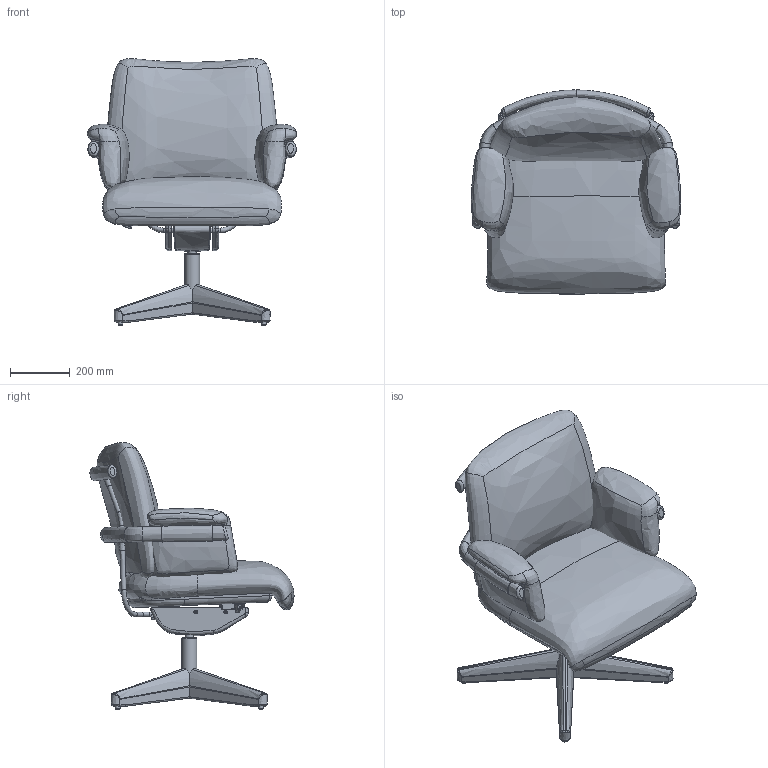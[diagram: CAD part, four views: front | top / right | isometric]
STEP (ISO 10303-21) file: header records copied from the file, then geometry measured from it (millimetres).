
FILE_DESCRIPTION(/* description */ (''),/* implementation_level */ '2;1');
FILE_NAME(/* name */ 'Ramus_CB-575G',/* time_stamp */ '2025-07-18T11:23:38+02:00',/* author */ (''),/* organization */ (''),/* preprocessor_version */ 'ST-DEVELOPER v16.5',/* originating_system */ 'Rhino 7.34',/* authorisation */ '');
FILE_SCHEMA (('AUTOMOTIVE_DESIGN'));
Length unit declared in the file: centimetre
Products named in the file (2): Document; CB-575G_Ramus
Assembly tree (1 placements, depth 2):
  Document
    CB-575G_Ramus
Bounding box: 701.05 x 683.76 x 893.85 mm (x, y, z)
Volume: 86741961.9 mm3; surface area: 3325405.5 mm2
Topology: 37 solids, 37 shells, 540 faces, 1237 edges, 758 vertices
Faces by surface type: bspline 227, plane 166, cylinder 147
Full cylindrical faces by diameter (mm): 5 x4, 6 x4, 10 x4, 12 x4, 12.8 x4, 16 x10, 28 x1, 50 x1
Entity records: 43707 total; most frequent: CARTESIAN_POINT 35639, ORIENTED_EDGE 2462, EDGE_CURVE 1231, VERTEX_POINT 758, EDGE_LOOP 561, ADVANCED_FACE 540, FACE_OUTER_BOUND 540, B_SPLINE_CURVE_WITH_KNOTS 515
